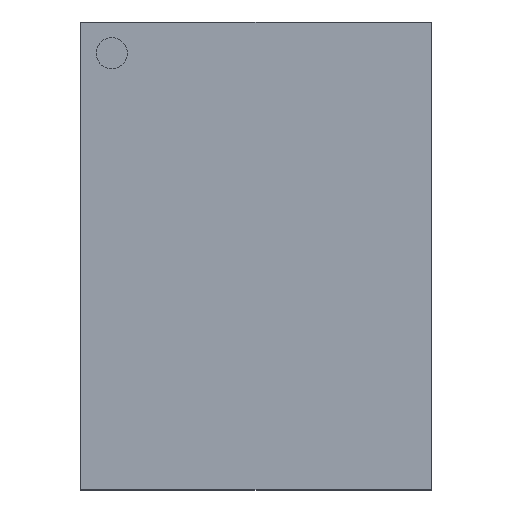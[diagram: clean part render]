
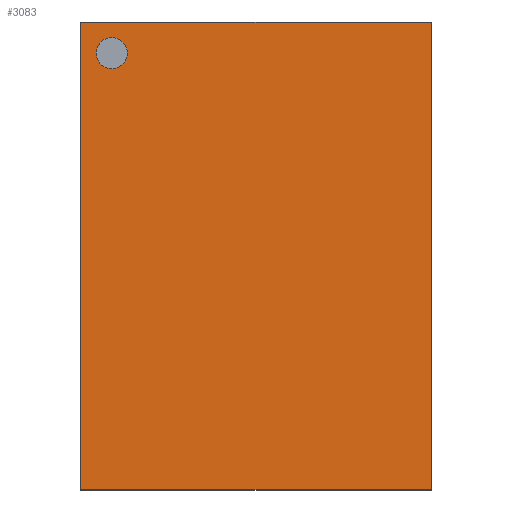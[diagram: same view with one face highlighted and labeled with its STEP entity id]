
A CAD part, top view. The second image highlights one B-rep face of the part: STEP entity #3083.
In plain terms, the highlighted planar face has unit normal (0, 0, 1).
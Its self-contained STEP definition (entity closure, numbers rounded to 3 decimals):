
#2863=CARTESIAN_POINT('',(-4.125,6.5,3.62));
#2864=VERTEX_POINT('',#2863);
#2880=CARTESIAN_POINT('',(-5.125,6.5,3.62));
#2881=VERTEX_POINT('',#2880);
#2888=CARTESIAN_POINT('',(-4.625,6.5,3.62));
#2889=DIRECTION('',(0.0,0.0,-1.0));
#2890=DIRECTION('',(1.0,0.0,0.0));
#2891=AXIS2_PLACEMENT_3D('',#2888,#2889,#2890);
#2892=CIRCLE('',#2891,0.5);
#2893=EDGE_CURVE('',#2864,#2881,#2892,.T.);
#2904=CARTESIAN_POINT('',(-4.625,6.5,3.62));
#2905=DIRECTION('',(0.0,0.0,-1.0));
#2906=DIRECTION('',(1.0,0.0,0.0));
#2907=AXIS2_PLACEMENT_3D('',#2904,#2905,#2906);
#2908=CIRCLE('',#2907,0.5);
#2909=EDGE_CURVE('',#2881,#2864,#2908,.T.);
#2978=CARTESIAN_POINT('',(-5.625,7.5,3.62));
#2979=VERTEX_POINT('',#2978);
#2986=CARTESIAN_POINT('',(5.625,7.5,3.62));
#2987=VERTEX_POINT('',#2986);
#2988=CARTESIAN_POINT('',(5.625,7.5,3.62));
#2989=DIRECTION('',(-1.0,0.0,0.0));
#2990=VECTOR('',#2989,11.25);
#2991=LINE('',#2988,#2990);
#2992=EDGE_CURVE('',#2987,#2979,#2991,.T.);
#3009=CARTESIAN_POINT('',(-5.625,-7.5,3.62));
#3010=VERTEX_POINT('',#3009);
#3017=CARTESIAN_POINT('',(-5.625,7.5,3.62));
#3018=DIRECTION('',(0.0,-1.0,0.0));
#3019=VECTOR('',#3018,15.0);
#3020=LINE('',#3017,#3019);
#3021=EDGE_CURVE('',#2979,#3010,#3020,.T.);
#3033=CARTESIAN_POINT('',(5.625,-7.5,3.62));
#3034=VERTEX_POINT('',#3033);
#3041=CARTESIAN_POINT('',(-5.625,-7.5,3.62));
#3042=DIRECTION('',(1.0,0.0,0.0));
#3043=VECTOR('',#3042,11.25);
#3044=LINE('',#3041,#3043);
#3045=EDGE_CURVE('',#3010,#3034,#3044,.T.);
#3058=CARTESIAN_POINT('',(5.625,-7.5,3.62));
#3059=DIRECTION('',(0.0,1.0,0.0));
#3060=VECTOR('',#3059,15.0);
#3061=LINE('',#3058,#3060);
#3062=EDGE_CURVE('',#3034,#2987,#3061,.T.);
#3068=CARTESIAN_POINT('',(0.0,0.0,3.62));
#3069=DIRECTION('',(0.0,0.0,1.0));
#3070=DIRECTION('',(1.0,0.0,0.0));
#3071=AXIS2_PLACEMENT_3D('',#3068,#3069,#3070);
#3072=PLANE('',#3071);
#3073=ORIENTED_EDGE('',*,*,#3021,.T.);
#3074=ORIENTED_EDGE('',*,*,#3045,.T.);
#3075=ORIENTED_EDGE('',*,*,#3062,.T.);
#3076=ORIENTED_EDGE('',*,*,#2992,.T.);
#3077=EDGE_LOOP('',(#3073,#3074,#3075,#3076));
#3078=FACE_OUTER_BOUND('',#3077,.T.);
#3079=ORIENTED_EDGE('',*,*,#2893,.T.);
#3080=ORIENTED_EDGE('',*,*,#2909,.T.);
#3081=EDGE_LOOP('',(#3079,#3080));
#3082=FACE_BOUND('',#3081,.T.);
#3083=ADVANCED_FACE('',(#3078,#3082),#3072,.T.);
